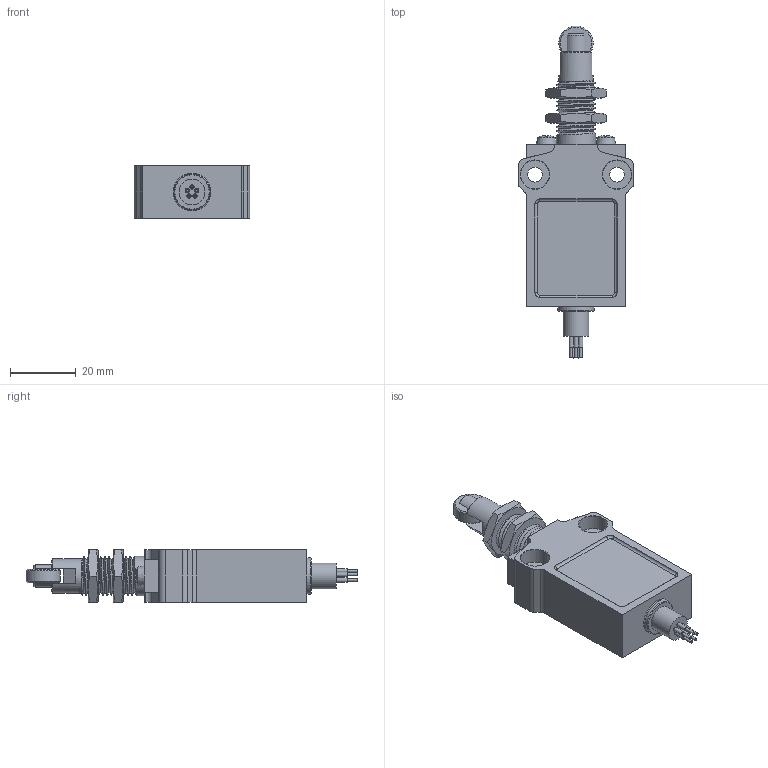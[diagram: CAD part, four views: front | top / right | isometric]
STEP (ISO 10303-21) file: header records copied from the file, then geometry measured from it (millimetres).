
FILE_DESCRIPTION (( 'STEP AP203' ), '1' );
FILE_NAME ('AEM2G22Z11-3_Default.step', '2022-04-01T15:31:47', ( 'Windows User' ), ( '' ), 'SwSTEP 2.0', 'SolidWorks 2021', '' );
FILE_SCHEMA (( 'CONFIG_CONTROL_DESIGN' ));
Length unit declared in the file: inch
Products named in the file (1): AEM2G22Z11-3_Default
Bounding box: 35.05 x 100.71 x 16 mm (x, y, z)
Volume: 25646 mm3; surface area: 9048.7 mm2
Topology: 2 solids, 2 shells, 191 faces, 479 edges, 315 vertices
Faces by surface type: plane 98, cylinder 47, cone 25, torus 10, bspline 9, sphere 2
Full cylindrical faces by diameter (mm): 0.787 x5, 1.27 x5, 4.496 x2, 7.874 x1, 8.733 x4, 10.414 x2, 10.922 x1, 11.938 x3
Entity records: 10272 total; most frequent: CARTESIAN_POINT 5968, DIRECTION 866, ORIENTED_EDGE 838, EDGE_CURVE 419, AXIS2_PLACEMENT_3D 338, VERTEX_POINT 296, EDGE_LOOP 251, FACE_OUTER_BOUND 210
